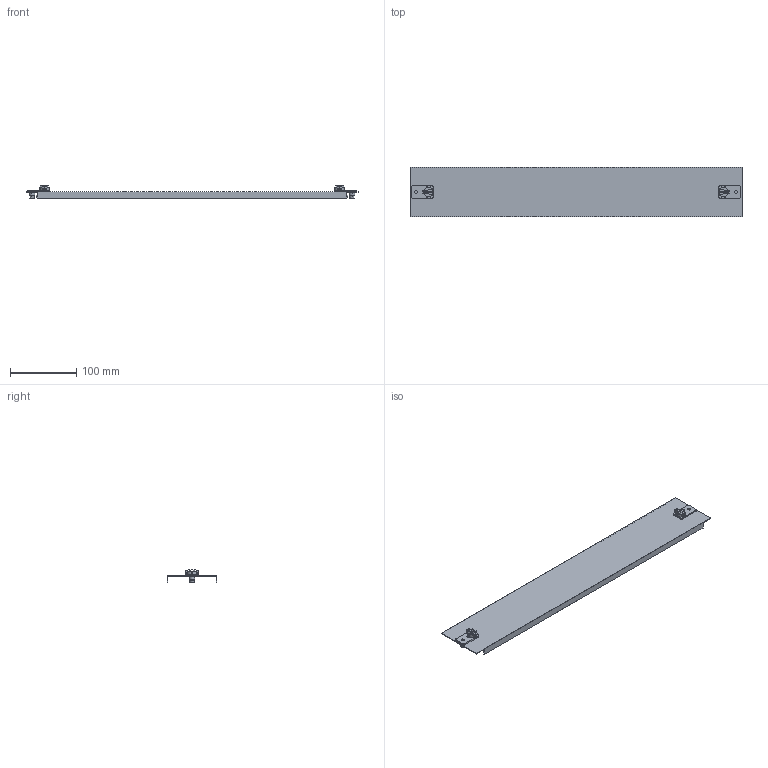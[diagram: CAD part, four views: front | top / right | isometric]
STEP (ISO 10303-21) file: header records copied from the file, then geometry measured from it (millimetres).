
FILE_DESCRIPTION((''),'2;1');
FILE_NAME('XYZ_ASM','2023-01-23T08:07:48',('klemen.sitar'),('Audax d.o.o.'),'CREO PARAMETRIC BY PTC INC, 2021304','CREO PARAMETRIC BY PTC INC, 2021304','');
FILE_SCHEMA(('AP242_MANAGED_MODEL_BASED_3D_ENGINEERING_MIM_LF { 1 0 10303 442 1 1 4 }'));
Length unit declared in the file: millimetre
Products named in the file (6): PRT0002_1_1_1_1; PRT0002_1_1_1_1_1_1_1_1_1_1; PRT0003_1_1_1_1_1_1_1_1_1_1; PRT0002_1_1_1_1_1_1_1_2_1_1_1_1; PRT0003_1_1_1_1_1_1_1_2_1_1_1_1; XYZ_ASM
Assembly tree (5 placements, depth 2):
  XYZ_ASM
    PRT0002_1_1_1_1
    PRT0002_1_1_1_1_1_1_1_1_1_1
    PRT0003_1_1_1_1_1_1_1_1_1_1
    PRT0002_1_1_1_1_1_1_1_2_1_1_1_1
    PRT0003_1_1_1_1_1_1_1_2_1_1_1_1
Bounding box: 500 x 75 x 18.6 mm (x, y, z)
Volume: 51440 mm3; surface area: 98544.4 mm2
Topology: 5 solids, 5 shells, 182 faces, 542 edges, 396 vertices
Faces by surface type: plane 118, cylinder 60, cone 4
Entity records: 9406 total; most frequent: CARTESIAN_POINT 1425, DIRECTION 1064, ORIENTED_EDGE 1036, PRESENTATION_STYLE_ASSIGNMENT 566, STYLED_ITEM 566, CURVE_STYLE 561, EDGE_CURVE 518, AXIS2_PLACEMENT_3D 365
